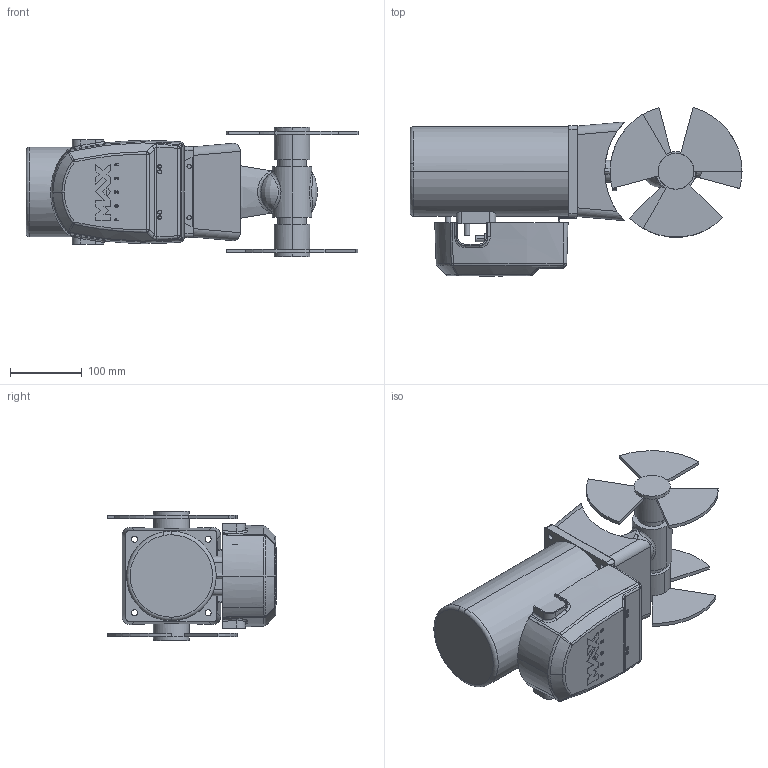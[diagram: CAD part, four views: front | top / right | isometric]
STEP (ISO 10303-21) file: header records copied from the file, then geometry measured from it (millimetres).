
FILE_DESCRIPTION(('CATIA V5 STEP Exchange'),'2;1');
FILE_NAME('CT80.stp','2014-11-20T08:27:26+00:00',('none'),('none'),'CATIA Version 5 Release 21 GA (IN-10)','CATIA V5 STEP AP203','none');
FILE_SCHEMA(('CONFIG_CONTROL_DESIGN'));
Length unit declared in the file: millimetre
Products named in the file (1): CT80
Bounding box: 463 x 235.37 x 180 mm (x, y, z)
Volume: 4854647.6 mm3; surface area: 485841.4 mm2
Topology: 3 solids, 3 shells, 661 faces, 2411 edges, 1798 vertices
Faces by surface type: plane 372, cylinder 155, bspline 103, revolution 28, torus 3
Entity records: 36539 total; most frequent: CARTESIAN_POINT 18218, ORIENTED_EDGE 4814, EDGE_CURVE 2407, DIRECTION 2336, VERTEX_POINT 1798, VECTOR 1037, LINE 1037, B_SPLINE_CURVE_WITH_KNOTS 937
